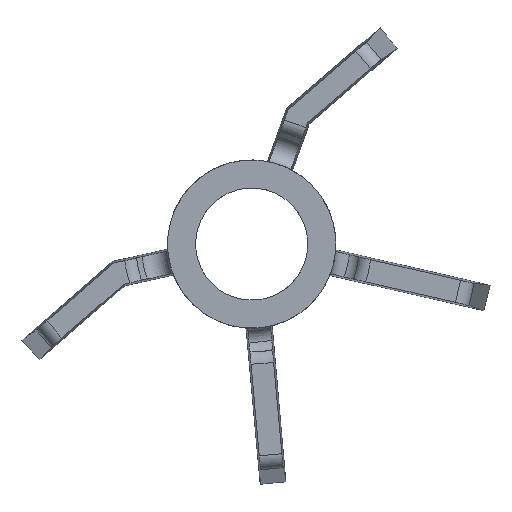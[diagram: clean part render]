
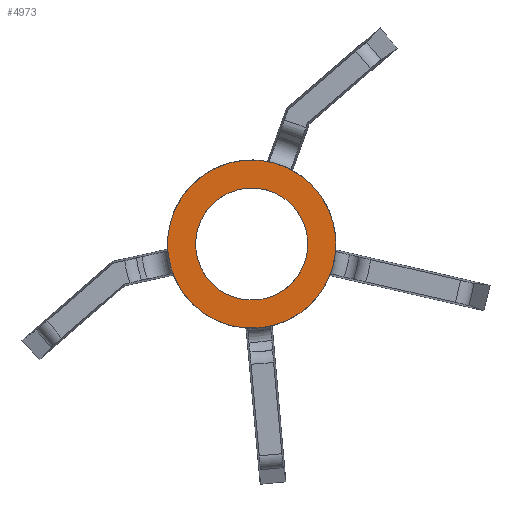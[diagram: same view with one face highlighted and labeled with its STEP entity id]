
A CAD part, front view. The second image highlights one B-rep face of the part: STEP entity #4973.
In plain terms, the highlighted planar face has unit normal (0, -1, 0).
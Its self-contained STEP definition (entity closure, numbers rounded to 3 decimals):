
#4973 = ADVANCED_FACE('',(#4974,#5002),#4987,.T.);
#4974 = FACE_BOUND('',#4975,.T.);
#4975 = EDGE_LOOP('',(#4976));
#4976 = ORIENTED_EDGE('',*,*,#4977,.T.);
#4977 = EDGE_CURVE('',#4978,#4978,#4980,.T.);
#4978 = VERTEX_POINT('',#4979);
#4979 = CARTESIAN_POINT('',(1889.857,-747.8,1067.231
    ));
#4980 = SURFACE_CURVE('',#4981,(#4986),.PCURVE_S1.);
#4981 = CIRCLE('',#4982,2.);
#4982 = AXIS2_PLACEMENT_3D('',#4983,#4984,#4985);
#4983 = CARTESIAN_POINT('',(1891.849,-747.8,1067.056
    ));
#4984 = DIRECTION('',(0.,1.,0.));
#4985 = DIRECTION('',(-0.996,0.,0.087));
#4986 = PCURVE('',#4987,#4992);
#4987 = PLANE('',#4988);
#4988 = AXIS2_PLACEMENT_3D('',#4989,#4990,#4991);
#4989 = CARTESIAN_POINT('',(1891.849,-747.8,1067.056
    ));
#4990 = DIRECTION('',(0.,-1.,0.));
#4991 = DIRECTION('',(0.087,0.,0.996));
#4992 = DEFINITIONAL_REPRESENTATION('',(#4993),#5001);
#4993 = ( BOUNDED_CURVE() B_SPLINE_CURVE(2,(#4994,#4995,#4996,#4997,
#4998,#4999,#5000),.UNSPECIFIED.,.T.,.F.) B_SPLINE_CURVE_WITH_KNOTS((1,2
    ,2,2,2,1),(-2.094,0.,2.094,4.189,
6.283,8.378),.UNSPECIFIED.) CURVE() 
GEOMETRIC_REPRESENTATION_ITEM() RATIONAL_B_SPLINE_CURVE((1.,0.5,1.,0.5,
1.,0.5,1.)) REPRESENTATION_ITEM('') );
#4994 = CARTESIAN_POINT('',(0.,2.));
#4995 = CARTESIAN_POINT('',(3.464,2.));
#4996 = CARTESIAN_POINT('',(1.732,-1.));
#4997 = CARTESIAN_POINT('',(0.,-4.));
#4998 = CARTESIAN_POINT('',(-1.732,-1.));
#4999 = CARTESIAN_POINT('',(-3.464,2.));
#5000 = CARTESIAN_POINT('',(0.,2.));
#5001 = ( GEOMETRIC_REPRESENTATION_CONTEXT(2) 
PARAMETRIC_REPRESENTATION_CONTEXT() REPRESENTATION_CONTEXT('2D SPACE',''
  ) );
#5002 = FACE_BOUND('',#5003,.T.);
#5003 = EDGE_LOOP('',(#5004));
#5004 = ORIENTED_EDGE('',*,*,#5005,.F.);
#5005 = EDGE_CURVE('',#5006,#5006,#5008,.T.);
#5006 = VERTEX_POINT('',#5007);
#5007 = CARTESIAN_POINT('',(1888.861,-747.8,1067.318
    ));
#5008 = SURFACE_CURVE('',#5009,(#5014),.PCURVE_S1.);
#5009 = CIRCLE('',#5010,3.);
#5010 = AXIS2_PLACEMENT_3D('',#5011,#5012,#5013);
#5011 = CARTESIAN_POINT('',(1891.849,-747.8,1067.056
    ));
#5012 = DIRECTION('',(0.,1.,0.));
#5013 = DIRECTION('',(-0.996,0.,0.087));
#5014 = PCURVE('',#4987,#5015);
#5015 = DEFINITIONAL_REPRESENTATION('',(#5016),#5024);
#5016 = ( BOUNDED_CURVE() B_SPLINE_CURVE(2,(#5017,#5018,#5019,#5020,
#5021,#5022,#5023),.UNSPECIFIED.,.T.,.F.) B_SPLINE_CURVE_WITH_KNOTS((1,2
    ,2,2,2,1),(-2.094,0.,2.094,4.189,
6.283,8.378),.UNSPECIFIED.) CURVE() 
GEOMETRIC_REPRESENTATION_ITEM() RATIONAL_B_SPLINE_CURVE((1.,0.5,1.,0.5,
1.,0.5,1.)) REPRESENTATION_ITEM('') );
#5017 = CARTESIAN_POINT('',(0.,3.));
#5018 = CARTESIAN_POINT('',(5.196,3.));
#5019 = CARTESIAN_POINT('',(2.598,-1.5));
#5020 = CARTESIAN_POINT('',(0.,-6.));
#5021 = CARTESIAN_POINT('',(-2.598,-1.5));
#5022 = CARTESIAN_POINT('',(-5.196,3.));
#5023 = CARTESIAN_POINT('',(0.,3.));
#5024 = ( GEOMETRIC_REPRESENTATION_CONTEXT(2) 
PARAMETRIC_REPRESENTATION_CONTEXT() REPRESENTATION_CONTEXT('2D SPACE',''
  ) );
